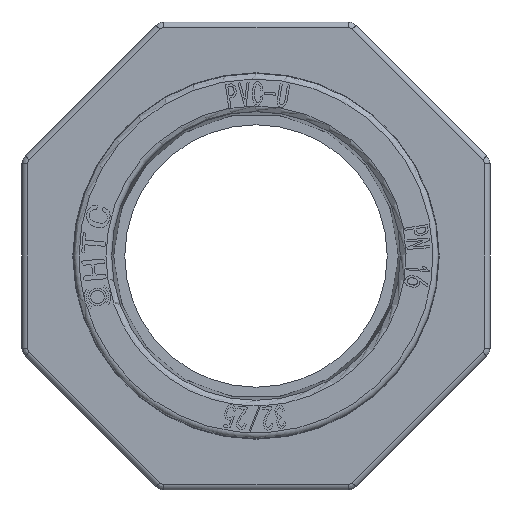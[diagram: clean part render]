
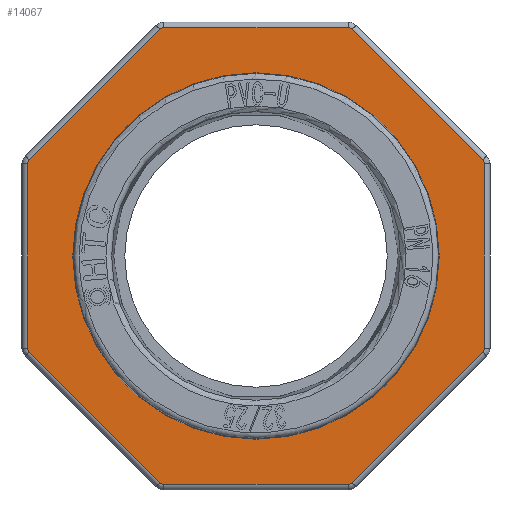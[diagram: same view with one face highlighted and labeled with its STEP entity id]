
A CAD part, front view. The second image highlights one B-rep face of the part: STEP entity #14067.
In plain terms, the highlighted planar face has unit normal (0, -1, 0).
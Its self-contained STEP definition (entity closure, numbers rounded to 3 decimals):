
#81=FACE_BOUND('',#1557,.T.);
#111=PLANE('',#14879);
#784=FACE_OUTER_BOUND('',#1556,.T.);
#1556=EDGE_LOOP('',(#10510,#10511,#10512,#10513,#10514,#10515,#10516,#10517,
#10518,#10519,#10520,#10521,#10522,#10523,#10524,#10525));
#1557=EDGE_LOOP('',(#10526));
#2313=CIRCLE('',#14865,16.05);
#2318=CIRCLE('',#14880,0.5);
#2319=CIRCLE('',#14881,0.5);
#2320=CIRCLE('',#14882,0.5);
#2321=CIRCLE('',#14883,0.5);
#2322=CIRCLE('',#14884,0.5);
#2323=CIRCLE('',#14885,0.5);
#2324=CIRCLE('',#14886,0.5);
#2325=CIRCLE('',#14887,0.5);
#3051=LINE('',#25477,#4939);
#3052=LINE('',#25481,#4940);
#3053=LINE('',#25485,#4941);
#3054=LINE('',#25489,#4942);
#3055=LINE('',#25493,#4943);
#3056=LINE('',#25497,#4944);
#3057=LINE('',#25501,#4945);
#3058=LINE('',#25505,#4946);
#4939=VECTOR('',#16398,1.);
#4940=VECTOR('',#16401,1.);
#4941=VECTOR('',#16404,1.);
#4942=VECTOR('',#16407,1.);
#4943=VECTOR('',#16410,1.);
#4944=VECTOR('',#16413,1.);
#4945=VECTOR('',#16416,1.);
#4946=VECTOR('',#16419,1.);
#6848=VERTEX_POINT('',#25120);
#6899=VERTEX_POINT('',#25475);
#6900=VERTEX_POINT('',#25476);
#6901=VERTEX_POINT('',#25478);
#6902=VERTEX_POINT('',#25480);
#6903=VERTEX_POINT('',#25482);
#6904=VERTEX_POINT('',#25484);
#6905=VERTEX_POINT('',#25486);
#6906=VERTEX_POINT('',#25488);
#6907=VERTEX_POINT('',#25490);
#6908=VERTEX_POINT('',#25492);
#6909=VERTEX_POINT('',#25494);
#6910=VERTEX_POINT('',#25496);
#6911=VERTEX_POINT('',#25498);
#6912=VERTEX_POINT('',#25500);
#6913=VERTEX_POINT('',#25502);
#6914=VERTEX_POINT('',#25504);
#8267=EDGE_CURVE('',#6848,#6848,#2313,.T.);
#8321=EDGE_CURVE('',#6899,#6900,#3051,.T.);
#8322=EDGE_CURVE('',#6900,#6901,#2318,.T.);
#8323=EDGE_CURVE('',#6901,#6902,#3052,.T.);
#8324=EDGE_CURVE('',#6902,#6903,#2319,.T.);
#8325=EDGE_CURVE('',#6903,#6904,#3053,.T.);
#8326=EDGE_CURVE('',#6904,#6905,#2320,.T.);
#8327=EDGE_CURVE('',#6905,#6906,#3054,.T.);
#8328=EDGE_CURVE('',#6906,#6907,#2321,.T.);
#8329=EDGE_CURVE('',#6907,#6908,#3055,.T.);
#8330=EDGE_CURVE('',#6908,#6909,#2322,.T.);
#8331=EDGE_CURVE('',#6909,#6910,#3056,.T.);
#8332=EDGE_CURVE('',#6910,#6911,#2323,.T.);
#8333=EDGE_CURVE('',#6911,#6912,#3057,.T.);
#8334=EDGE_CURVE('',#6912,#6913,#2324,.T.);
#8335=EDGE_CURVE('',#6913,#6914,#3058,.T.);
#8336=EDGE_CURVE('',#6914,#6899,#2325,.T.);
#10510=ORIENTED_EDGE('',*,*,#8321,.T.);
#10511=ORIENTED_EDGE('',*,*,#8322,.T.);
#10512=ORIENTED_EDGE('',*,*,#8323,.T.);
#10513=ORIENTED_EDGE('',*,*,#8324,.T.);
#10514=ORIENTED_EDGE('',*,*,#8325,.T.);
#10515=ORIENTED_EDGE('',*,*,#8326,.T.);
#10516=ORIENTED_EDGE('',*,*,#8327,.T.);
#10517=ORIENTED_EDGE('',*,*,#8328,.T.);
#10518=ORIENTED_EDGE('',*,*,#8329,.T.);
#10519=ORIENTED_EDGE('',*,*,#8330,.T.);
#10520=ORIENTED_EDGE('',*,*,#8331,.T.);
#10521=ORIENTED_EDGE('',*,*,#8332,.T.);
#10522=ORIENTED_EDGE('',*,*,#8333,.T.);
#10523=ORIENTED_EDGE('',*,*,#8334,.T.);
#10524=ORIENTED_EDGE('',*,*,#8335,.T.);
#10525=ORIENTED_EDGE('',*,*,#8336,.T.);
#10526=ORIENTED_EDGE('',*,*,#8267,.T.);
#14067=ADVANCED_FACE('',(#784,#81),#111,.F.);
#14865=AXIS2_PLACEMENT_3D('',#25121,#16327,#16328);
#14879=AXIS2_PLACEMENT_3D('',#25474,#16396,#16397);
#14880=AXIS2_PLACEMENT_3D('',#25479,#16399,#16400);
#14881=AXIS2_PLACEMENT_3D('',#25483,#16402,#16403);
#14882=AXIS2_PLACEMENT_3D('',#25487,#16405,#16406);
#14883=AXIS2_PLACEMENT_3D('',#25491,#16408,#16409);
#14884=AXIS2_PLACEMENT_3D('',#25495,#16411,#16412);
#14885=AXIS2_PLACEMENT_3D('',#25499,#16414,#16415);
#14886=AXIS2_PLACEMENT_3D('',#25503,#16417,#16418);
#14887=AXIS2_PLACEMENT_3D('',#25506,#16420,#16421);
#16327=DIRECTION('center_axis',(0.,1.,0.));
#16328=DIRECTION('ref_axis',(-1.,0.,0.));
#16396=DIRECTION('center_axis',(0.,1.,0.));
#16397=DIRECTION('ref_axis',(-1.,0.,0.));
#16398=DIRECTION('',(0.707,0.,0.707));
#16399=DIRECTION('center_axis',(0.,-1.,0.));
#16400=DIRECTION('ref_axis',(-1.,0.,0.));
#16401=DIRECTION('',(0.,0.,1.));
#16402=DIRECTION('center_axis',(0.,-1.,0.));
#16403=DIRECTION('ref_axis',(-1.,0.,0.));
#16404=DIRECTION('',(-0.707,0.,0.707));
#16405=DIRECTION('center_axis',(0.,-1.,0.));
#16406=DIRECTION('ref_axis',(-1.,0.,0.));
#16407=DIRECTION('',(-1.,0.,0.));
#16408=DIRECTION('center_axis',(0.,-1.,0.));
#16409=DIRECTION('ref_axis',(-1.,0.,0.));
#16410=DIRECTION('',(-0.707,0.,-0.707));
#16411=DIRECTION('center_axis',(0.,-1.,0.));
#16412=DIRECTION('ref_axis',(-1.,0.,0.));
#16413=DIRECTION('',(0.,0.,-1.));
#16414=DIRECTION('center_axis',(0.,-1.,0.));
#16415=DIRECTION('ref_axis',(-1.,0.,0.));
#16416=DIRECTION('',(0.707,0.,-0.707));
#16417=DIRECTION('center_axis',(0.,-1.,0.));
#16418=DIRECTION('ref_axis',(-1.,0.,0.));
#16419=DIRECTION('',(1.,0.,0.));
#16420=DIRECTION('center_axis',(0.,-1.,0.));
#16421=DIRECTION('ref_axis',(-1.,0.,0.));
#25120=CARTESIAN_POINT('',(16.05,-26.5,0.));
#25121=CARTESIAN_POINT('Origin',(0.,-26.5,0.));
#25474=CARTESIAN_POINT('Origin',(-182.,-26.5,-149.5));
#25475=CARTESIAN_POINT('',(8.431,-26.5,-19.854));
#25476=CARTESIAN_POINT('',(19.854,-26.5,-8.431));
#25477=CARTESIAN_POINT('',(19.854,-26.5,-8.431));
#25478=CARTESIAN_POINT('',(20.,-26.5,-8.077));
#25479=CARTESIAN_POINT('Origin',(19.5,-26.5,-8.077));
#25480=CARTESIAN_POINT('',(20.,-26.5,8.077));
#25481=CARTESIAN_POINT('',(20.,-26.5,8.077));
#25482=CARTESIAN_POINT('',(19.854,-26.5,8.431));
#25483=CARTESIAN_POINT('Origin',(19.5,-26.5,8.077));
#25484=CARTESIAN_POINT('',(8.431,-26.5,19.854));
#25485=CARTESIAN_POINT('',(8.431,-26.5,19.854));
#25486=CARTESIAN_POINT('',(8.077,-26.5,20.));
#25487=CARTESIAN_POINT('Origin',(8.077,-26.5,19.5));
#25488=CARTESIAN_POINT('',(-8.077,-26.5,20.));
#25489=CARTESIAN_POINT('',(-8.077,-26.5,20.));
#25490=CARTESIAN_POINT('',(-8.431,-26.5,19.854));
#25491=CARTESIAN_POINT('Origin',(-8.077,-26.5,19.5));
#25492=CARTESIAN_POINT('',(-19.854,-26.5,8.431));
#25493=CARTESIAN_POINT('',(-19.854,-26.5,8.431));
#25494=CARTESIAN_POINT('',(-20.,-26.5,8.077));
#25495=CARTESIAN_POINT('Origin',(-19.5,-26.5,8.077));
#25496=CARTESIAN_POINT('',(-20.,-26.5,-8.077));
#25497=CARTESIAN_POINT('',(-20.,-26.5,-8.077));
#25498=CARTESIAN_POINT('',(-19.854,-26.5,-8.431));
#25499=CARTESIAN_POINT('Origin',(-19.5,-26.5,-8.077));
#25500=CARTESIAN_POINT('',(-8.431,-26.5,-19.854));
#25501=CARTESIAN_POINT('',(-8.431,-26.5,-19.854));
#25502=CARTESIAN_POINT('',(-8.077,-26.5,-20.));
#25503=CARTESIAN_POINT('Origin',(-8.077,-26.5,-19.5));
#25504=CARTESIAN_POINT('',(8.077,-26.5,-20.));
#25505=CARTESIAN_POINT('',(8.077,-26.5,-20.));
#25506=CARTESIAN_POINT('Origin',(8.077,-26.5,-19.5));
